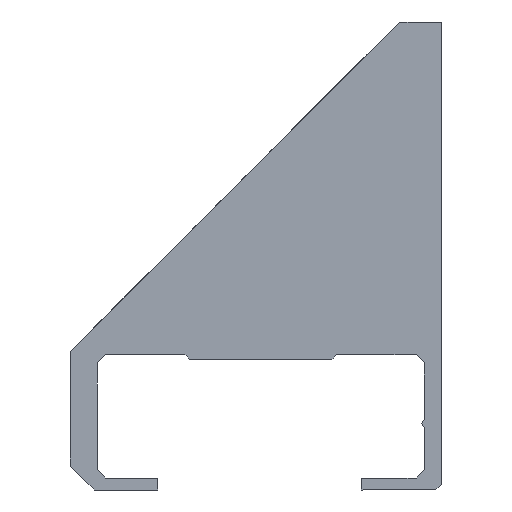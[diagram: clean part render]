
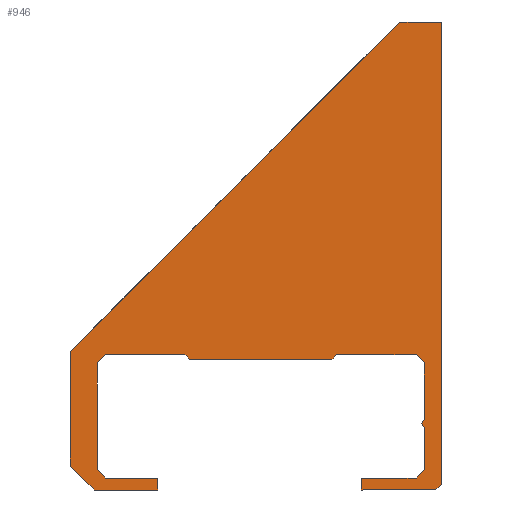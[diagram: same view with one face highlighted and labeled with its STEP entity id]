
A CAD part, front view. The second image highlights one B-rep face of the part: STEP entity #946.
In plain terms, the highlighted planar face has unit normal (0, -1, 0).
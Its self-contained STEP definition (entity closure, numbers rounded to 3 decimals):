
#80=CIRCLE('',#1018,0.35);
#104=FACE_OUTER_BOUND('',#155,.T.);
#155=EDGE_LOOP('',(#628,#629,#630,#631,#632,#633,#634,#635,#636,#637,#638,
#639,#640,#641,#642,#643,#644,#645,#646,#647,#648,#649,#650,#651,#652));
#213=LINE('',#1388,#297);
#216=LINE('',#1398,#300);
#217=LINE('',#1400,#301);
#218=LINE('',#1402,#302);
#219=LINE('',#1404,#303);
#220=LINE('',#1406,#304);
#221=LINE('',#1408,#305);
#222=LINE('',#1410,#306);
#223=LINE('',#1412,#307);
#224=LINE('',#1414,#308);
#225=LINE('',#1416,#309);
#226=LINE('',#1418,#310);
#227=LINE('',#1420,#311);
#228=LINE('',#1422,#312);
#229=LINE('',#1424,#313);
#230=LINE('',#1426,#314);
#231=LINE('',#1428,#315);
#232=LINE('',#1430,#316);
#233=LINE('',#1434,#317);
#234=LINE('',#1436,#318);
#235=LINE('',#1438,#319);
#236=LINE('',#1440,#320);
#237=LINE('',#1442,#321);
#238=LINE('',#1443,#322);
#297=VECTOR('',#1113,10.);
#300=VECTOR('',#1122,10.);
#301=VECTOR('',#1123,10.);
#302=VECTOR('',#1124,10.);
#303=VECTOR('',#1125,10.);
#304=VECTOR('',#1126,10.);
#305=VECTOR('',#1127,10.);
#306=VECTOR('',#1128,10.);
#307=VECTOR('',#1129,10.);
#308=VECTOR('',#1130,10.);
#309=VECTOR('',#1131,10.);
#310=VECTOR('',#1132,10.);
#311=VECTOR('',#1133,10.);
#312=VECTOR('',#1134,10.);
#313=VECTOR('',#1135,10.);
#314=VECTOR('',#1136,10.);
#315=VECTOR('',#1137,10.);
#316=VECTOR('',#1138,10.);
#317=VECTOR('',#1141,10.);
#318=VECTOR('',#1142,10.);
#319=VECTOR('',#1143,10.);
#320=VECTOR('',#1144,10.);
#321=VECTOR('',#1145,10.);
#322=VECTOR('',#1146,10.);
#380=VERTEX_POINT('',#1384);
#382=VERTEX_POINT('',#1387);
#386=VERTEX_POINT('',#1397);
#387=VERTEX_POINT('',#1399);
#388=VERTEX_POINT('',#1401);
#389=VERTEX_POINT('',#1403);
#390=VERTEX_POINT('',#1405);
#391=VERTEX_POINT('',#1407);
#392=VERTEX_POINT('',#1409);
#393=VERTEX_POINT('',#1411);
#394=VERTEX_POINT('',#1413);
#395=VERTEX_POINT('',#1415);
#396=VERTEX_POINT('',#1417);
#397=VERTEX_POINT('',#1419);
#398=VERTEX_POINT('',#1421);
#399=VERTEX_POINT('',#1423);
#400=VERTEX_POINT('',#1425);
#401=VERTEX_POINT('',#1427);
#402=VERTEX_POINT('',#1429);
#403=VERTEX_POINT('',#1431);
#404=VERTEX_POINT('',#1433);
#405=VERTEX_POINT('',#1435);
#406=VERTEX_POINT('',#1437);
#407=VERTEX_POINT('',#1439);
#408=VERTEX_POINT('',#1441);
#478=EDGE_CURVE('',#382,#380,#213,.T.);
#483=EDGE_CURVE('',#380,#386,#216,.T.);
#484=EDGE_CURVE('',#386,#387,#217,.T.);
#485=EDGE_CURVE('',#387,#388,#218,.T.);
#486=EDGE_CURVE('',#389,#388,#219,.T.);
#487=EDGE_CURVE('',#389,#390,#220,.T.);
#488=EDGE_CURVE('',#390,#391,#221,.T.);
#489=EDGE_CURVE('',#391,#392,#222,.T.);
#490=EDGE_CURVE('',#392,#393,#223,.T.);
#491=EDGE_CURVE('',#393,#394,#224,.T.);
#492=EDGE_CURVE('',#394,#395,#225,.T.);
#493=EDGE_CURVE('',#395,#396,#226,.T.);
#494=EDGE_CURVE('',#396,#397,#227,.T.);
#495=EDGE_CURVE('',#397,#398,#228,.T.);
#496=EDGE_CURVE('',#398,#399,#229,.T.);
#497=EDGE_CURVE('',#399,#400,#230,.T.);
#498=EDGE_CURVE('',#400,#401,#231,.T.);
#499=EDGE_CURVE('',#401,#402,#232,.T.);
#500=EDGE_CURVE('',#402,#403,#80,.T.);
#501=EDGE_CURVE('',#403,#404,#233,.T.);
#502=EDGE_CURVE('',#404,#405,#234,.T.);
#503=EDGE_CURVE('',#405,#406,#235,.T.);
#504=EDGE_CURVE('',#406,#407,#236,.T.);
#505=EDGE_CURVE('',#407,#408,#237,.T.);
#506=EDGE_CURVE('',#382,#408,#238,.T.);
#628=ORIENTED_EDGE('',*,*,#478,.T.);
#629=ORIENTED_EDGE('',*,*,#483,.T.);
#630=ORIENTED_EDGE('',*,*,#484,.T.);
#631=ORIENTED_EDGE('',*,*,#485,.T.);
#632=ORIENTED_EDGE('',*,*,#486,.F.);
#633=ORIENTED_EDGE('',*,*,#487,.T.);
#634=ORIENTED_EDGE('',*,*,#488,.T.);
#635=ORIENTED_EDGE('',*,*,#489,.T.);
#636=ORIENTED_EDGE('',*,*,#490,.T.);
#637=ORIENTED_EDGE('',*,*,#491,.T.);
#638=ORIENTED_EDGE('',*,*,#492,.T.);
#639=ORIENTED_EDGE('',*,*,#493,.T.);
#640=ORIENTED_EDGE('',*,*,#494,.T.);
#641=ORIENTED_EDGE('',*,*,#495,.T.);
#642=ORIENTED_EDGE('',*,*,#496,.T.);
#643=ORIENTED_EDGE('',*,*,#497,.T.);
#644=ORIENTED_EDGE('',*,*,#498,.T.);
#645=ORIENTED_EDGE('',*,*,#499,.T.);
#646=ORIENTED_EDGE('',*,*,#500,.T.);
#647=ORIENTED_EDGE('',*,*,#501,.T.);
#648=ORIENTED_EDGE('',*,*,#502,.T.);
#649=ORIENTED_EDGE('',*,*,#503,.T.);
#650=ORIENTED_EDGE('',*,*,#504,.T.);
#651=ORIENTED_EDGE('',*,*,#505,.T.);
#652=ORIENTED_EDGE('',*,*,#506,.F.);
#913=PLANE('',#1017);
#946=ADVANCED_FACE('',(#104),#913,.T.);
#1017=AXIS2_PLACEMENT_3D('',#1396,#1120,#1121);
#1018=AXIS2_PLACEMENT_3D('',#1432,#1139,#1140);
#1113=DIRECTION('',(0.,0.,1.));
#1120=DIRECTION('center_axis',(0.,-1.,0.));
#1121=DIRECTION('ref_axis',(0.,0.,-1.));
#1122=DIRECTION('',(-1.,0.,0.));
#1123=DIRECTION('',(-0.707,0.,-0.707));
#1124=DIRECTION('',(0.,0.,-1.));
#1125=DIRECTION('',(-0.707,0.,0.707));
#1126=DIRECTION('',(1.,0.,0.));
#1127=DIRECTION('',(0.,0.,1.));
#1128=DIRECTION('',(-1.,0.,0.));
#1129=DIRECTION('',(-0.707,0.,0.707));
#1130=DIRECTION('',(0.,0.,1.));
#1131=DIRECTION('',(0.707,0.,0.707));
#1132=DIRECTION('',(1.,0.,0.));
#1133=DIRECTION('',(0.707,0.,-0.707));
#1134=DIRECTION('',(1.,0.,0.));
#1135=DIRECTION('',(0.707,0.,0.707));
#1136=DIRECTION('',(1.,0.,0.));
#1137=DIRECTION('',(0.707,0.,-0.707));
#1138=DIRECTION('',(0.,0.,-1.));
#1139=DIRECTION('center_axis',(0.,-1.,0.));
#1140=DIRECTION('ref_axis',(-0.429,0.,0.904));
#1141=DIRECTION('',(0.,0.,-1.));
#1142=DIRECTION('',(-0.707,0.,-0.707));
#1143=DIRECTION('',(-1.,0.,0.));
#1144=DIRECTION('',(0.,0.,-1.));
#1145=DIRECTION('',(1.,0.,0.));
#1146=DIRECTION('',(-0.707,0.,-0.707));
#1384=CARTESIAN_POINT('',(-10.38,-34.38,27.526));
#1387=CARTESIAN_POINT('',(-10.38,-34.38,-11.024));
#1388=CARTESIAN_POINT('',(-10.38,-34.38,1.376));
#1396=CARTESIAN_POINT('Origin',(-11.38,-34.38,13.776));
#1397=CARTESIAN_POINT('',(-13.88,-34.38,27.526));
#1398=CARTESIAN_POINT('',(-8.88,-34.38,27.526));
#1399=CARTESIAN_POINT('',(-41.38,-34.38,0.026));
#1400=CARTESIAN_POINT('',(-13.88,-34.38,27.526));
#1401=CARTESIAN_POINT('',(-41.38,-34.38,-9.524));
#1402=CARTESIAN_POINT('',(-41.38,-34.38,0.026));
#1403=CARTESIAN_POINT('',(-39.38,-34.38,-11.524));
#1404=CARTESIAN_POINT('',(-39.205,-34.38,-11.699));
#1405=CARTESIAN_POINT('',(-34.077,-34.38,-11.524));
#1406=CARTESIAN_POINT('',(-41.38,-34.38,-11.524));
#1407=CARTESIAN_POINT('',(-34.077,-34.38,-10.524));
#1408=CARTESIAN_POINT('',(-34.077,-34.38,-11.524));
#1409=CARTESIAN_POINT('',(-38.445,-34.38,-10.524));
#1410=CARTESIAN_POINT('',(-31.333,-34.38,-10.524));
#1411=CARTESIAN_POINT('',(-39.133,-34.38,-9.836));
#1412=CARTESIAN_POINT('',(-38.445,-34.38,-10.524));
#1413=CARTESIAN_POINT('',(-39.133,-34.38,-0.912));
#1414=CARTESIAN_POINT('',(-39.133,-34.38,-9.836));
#1415=CARTESIAN_POINT('',(-38.445,-34.38,-0.224));
#1416=CARTESIAN_POINT('',(-39.133,-34.38,-0.912));
#1417=CARTESIAN_POINT('',(-31.821,-34.38,-0.224));
#1418=CARTESIAN_POINT('',(-38.445,-34.38,-0.224));
#1419=CARTESIAN_POINT('',(-31.421,-34.38,-0.624));
#1420=CARTESIAN_POINT('',(-31.821,-34.38,-0.224));
#1421=CARTESIAN_POINT('',(-19.545,-34.38,-0.624));
#1422=CARTESIAN_POINT('',(-31.421,-34.38,-0.624));
#1423=CARTESIAN_POINT('',(-19.145,-34.38,-0.224));
#1424=CARTESIAN_POINT('',(-19.545,-34.38,-0.624));
#1425=CARTESIAN_POINT('',(-12.521,-34.38,-0.224));
#1426=CARTESIAN_POINT('',(-19.145,-34.38,-0.224));
#1427=CARTESIAN_POINT('',(-11.833,-34.38,-0.912));
#1428=CARTESIAN_POINT('',(-12.521,-34.38,-0.224));
#1429=CARTESIAN_POINT('',(-11.833,-34.38,-5.658));
#1430=CARTESIAN_POINT('',(-11.833,-34.38,-0.912));
#1431=CARTESIAN_POINT('',(-11.833,-34.38,-6.29));
#1432=CARTESIAN_POINT('Origin',(-11.683,-34.38,-5.974));
#1433=CARTESIAN_POINT('',(-11.833,-34.38,-9.836));
#1434=CARTESIAN_POINT('',(-11.833,-34.38,-6.29));
#1435=CARTESIAN_POINT('',(-12.521,-34.38,-10.524));
#1436=CARTESIAN_POINT('',(-11.833,-34.38,-9.836));
#1437=CARTESIAN_POINT('',(-17.082,-34.38,-10.524));
#1438=CARTESIAN_POINT('',(-12.521,-34.38,-10.524));
#1439=CARTESIAN_POINT('',(-17.082,-34.38,-11.524));
#1440=CARTESIAN_POINT('',(-17.082,-34.38,-10.524));
#1441=CARTESIAN_POINT('',(-10.88,-34.38,-11.524));
#1442=CARTESIAN_POINT('',(-17.082,-34.38,-11.524));
#1443=CARTESIAN_POINT('',(-4.18,-34.38,-4.824));
